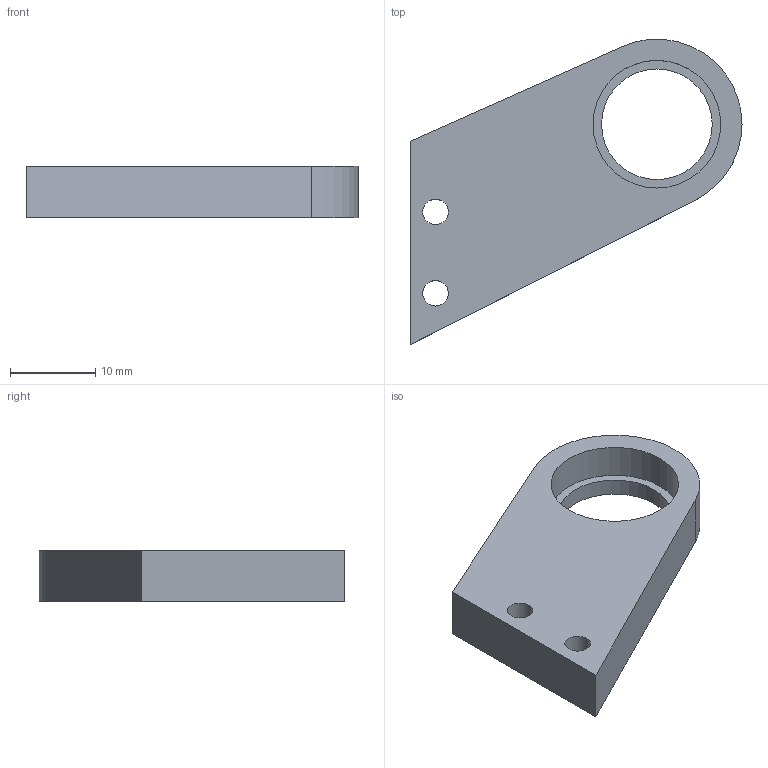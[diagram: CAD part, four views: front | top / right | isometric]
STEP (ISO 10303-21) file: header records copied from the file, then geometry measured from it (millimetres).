
FILE_DESCRIPTION (( 'STEP AP214' ), '1' );
FILE_NAME ('25781735445633103277.STEP', '2026-01-24T02:22:45', ( '' ), ( '' ), 'SwSTEP 2.0', 'SolidWorks 2025', '' );
FILE_SCHEMA (( 'AUTOMOTIVE_DESIGN' ));
Length unit declared in the file: millimetre
Products named in the file (1): 25781735445633103277
Bounding box: 39 x 35.85 x 6 mm (x, y, z)
Volume: 3894.2 mm3; surface area: 2458 mm2
Topology: 1 solids, 1 shells, 16 faces, 39 edges, 26 vertices
Faces by surface type: cylinder 10, plane 6
Entity records: 518 total; most frequent: DIRECTION 93, CARTESIAN_POINT 82, ORIENTED_EDGE 78, EDGE_CURVE 39, AXIS2_PLACEMENT_3D 37, VERTEX_POINT 26, EDGE_LOOP 23, CIRCLE 20
